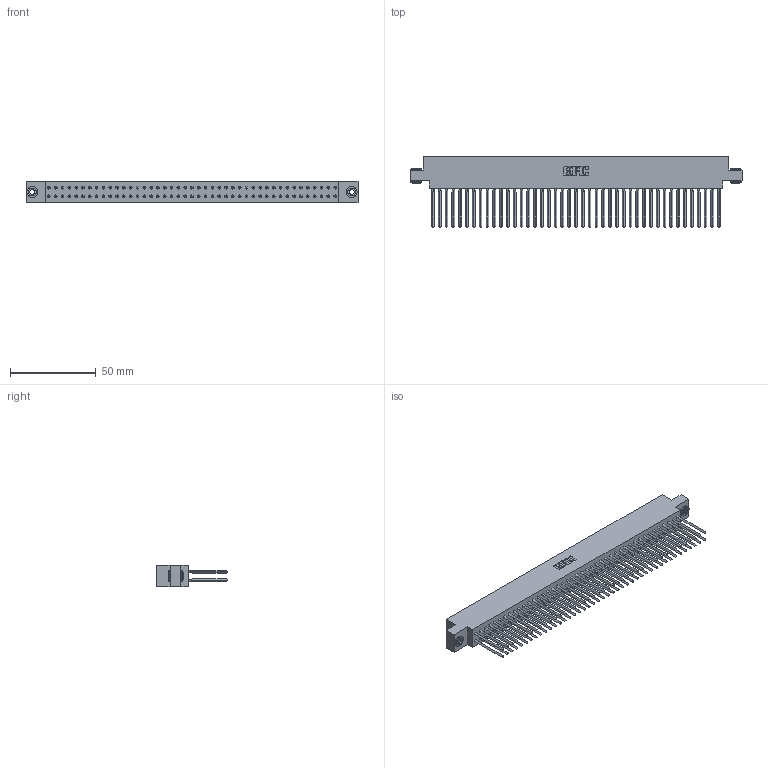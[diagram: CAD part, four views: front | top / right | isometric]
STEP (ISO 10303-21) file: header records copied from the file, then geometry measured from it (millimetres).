
FILE_DESCRIPTION (( 'STEP AP203' ), '1' );
FILE_NAME ('317-086-543-803.STEP', '2020-02-28T10:45:43', ( '' ), ( '' ), 'SwSTEP 2.0', 'SolidWorks 2016', '' );
FILE_SCHEMA (( 'CONFIG_CONTROL_DESIGN' ));
Length unit declared in the file: inch
Products named in the file (4): 317-086-543-803; 317 Part_.156 Dia - TH; 345-250-002_345-250-002-102; 317-290-001_543
Assembly tree (89 placements, depth 2):
  317-086-543-803
    317 Part_.156 Dia - TH
    317-290-001_543  x86
    345-250-002_345-250-002-102  x2
Bounding box: 193.09 x 41.15 x 12.7 mm (x, y, z)
Volume: 32887.8 mm3; surface area: 50143.9 mm2
Topology: 89 solids, 89 shells, 7794 faces, 21593 edges, 13904 vertices
Faces by surface type: plane 6346, cylinder 1096, bspline 344, cone 8
Entity records: 62667 total; most frequent: CARTESIAN_POINT 11318, ORIENTED_EDGE 10810, DIRECTION 9057, EDGE_CURVE 5405, LINE 5125, VECTOR 5125, VERTEX_POINT 3595, AXIS2_PLACEMENT_3D 1966
